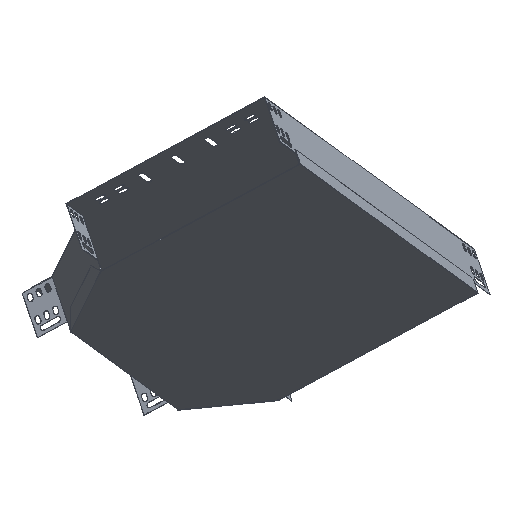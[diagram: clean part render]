
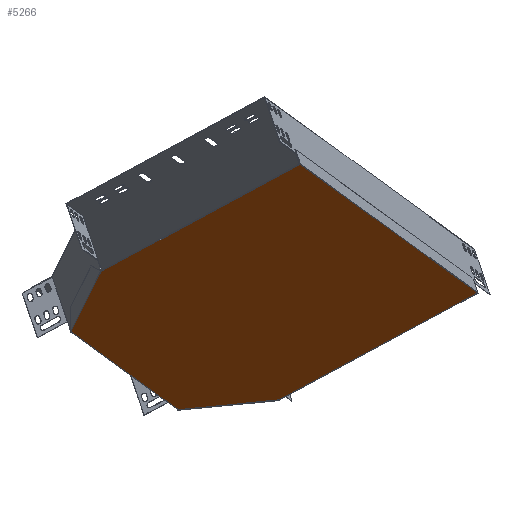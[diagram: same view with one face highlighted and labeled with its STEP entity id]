
A CAD part, front view. The second image highlights one B-rep face of the part: STEP entity #5266.
In plain terms, the highlighted planar face has unit normal (0.283, -0.485, -0.827).
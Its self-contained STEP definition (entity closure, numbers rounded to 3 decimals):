
#48 = CARTESIAN_POINT ( 'NONE',  ( 24.75, 439.752, -25.556 ) ) ;
#122 = CARTESIAN_POINT ( 'NONE',  ( -202.985, 25.465, 139.682 ) ) ;
#140 = VERTEX_POINT ( 'NONE', #9372 ) ;
#392 = CARTESIAN_POINT ( 'NONE',  ( 51.205, -60.78, 277.206 ) ) ;
#480 = ORIENTED_EDGE ( 'NONE', *, *, #1409, .T. ) ;
#591 = VERTEX_POINT ( 'NONE', #7591 ) ;
#639 = CARTESIAN_POINT ( 'NONE',  ( 24.364, 440.851, -26.333 ) ) ;
#1016 = LINE ( 'NONE', #7364, #6042 ) ;
#1242 = VERTEX_POINT ( 'NONE', #5151 ) ;
#1409 = EDGE_CURVE ( 'NONE', #1242, #7849, #5885, .T. ) ;
#1532 = CARTESIAN_POINT ( 'NONE',  ( -105.176, 385.313, -38.035 ) ) ;
#1684 = EDGE_CURVE ( 'NONE', #6723, #3909, #1016, .T. ) ;
#1845 = CARTESIAN_POINT ( 'NONE',  ( -243.56, 136.825, 60.462 ) ) ;
#1866 = LINE ( 'NONE', #2191, #7268 ) ;
#2019 = DIRECTION ( 'NONE',  ( -0.845, 0.283, -0.455 ) ) ;
#2025 = EDGE_LOOP ( 'NONE', ( #12468, #4471, #3379, #9272, #11214, #3807, #480, #4239, #12593, #9392 ) ) ;
#2049 = DIRECTION ( 'NONE',  ( 0.276, -0.785, 0.555 ) ) ;
#2184 = CARTESIAN_POINT ( 'NONE',  ( -242.513, 136.245, 61.16 ) ) ;
#2191 = CARTESIAN_POINT ( 'NONE',  ( -203.536, 25.234, 139.629 ) ) ;
#2211 = VECTOR ( 'NONE', #9185, 1000. ) ;
#2232 = CARTESIAN_POINT ( 'NONE',  ( -241.962, 136.476, 61.213 ) ) ;
#2567 = EDGE_CURVE ( 'NONE', #10418, #140, #8440, .T. ) ;
#2653 = EDGE_CURVE ( 'NONE', #11566, #11817, #7855, .T. ) ;
#2661 = VECTOR ( 'NONE', #7275, 1000. ) ;
#3057 = VECTOR ( 'NONE', #10710, 1000. ) ;
#3092 = AXIS2_PLACEMENT_3D ( 'NONE', #5002, #9982, #3988 ) ;
#3243 = EDGE_CURVE ( 'NONE', #140, #7849, #1866, .T. ) ;
#3278 = CARTESIAN_POINT ( 'NONE',  ( -105.341, 385.784, -38.368 ) ) ;
#3379 = ORIENTED_EDGE ( 'NONE', *, *, #1684, .T. ) ;
#3807 = ORIENTED_EDGE ( 'NONE', *, *, #4706, .F. ) ;
#3820 = DIRECTION ( 'NONE',  ( 0.845, -0.283, 0.455 ) ) ;
#3909 = VERTEX_POINT ( 'NONE', #639 ) ;
#3988 = DIRECTION ( 'NONE',  ( -0.455, -0.827, 0.33 ) ) ;
#4239 = ORIENTED_EDGE ( 'NONE', *, *, #3243, .F. ) ;
#4334 = EDGE_CURVE ( 'NONE', #6723, #8865, #10289, .T. ) ;
#4471 = ORIENTED_EDGE ( 'NONE', *, *, #4334, .F. ) ;
#4525 = LINE ( 'NONE', #2232, #2211 ) ;
#4675 = EDGE_CURVE ( 'NONE', #591, #8865, #4525, .T. ) ;
#4706 = EDGE_CURVE ( 'NONE', #1242, #11817, #7019, .T. ) ;
#5002 = CARTESIAN_POINT ( 'NONE',  ( -300.584, 303.436, -56.804 ) ) ;
#5151 = CARTESIAN_POINT ( 'NONE',  ( 51.72, -59.845, 276.833 ) ) ;
#5266 = ADVANCED_FACE ( 'NONE', ( #6383 ), #9017, .F. ) ;
#5406 = VECTOR ( 'NONE', #10242, 1000. ) ;
#5885 = LINE ( 'NONE', #7096, #8188 ) ;
#5971 = CARTESIAN_POINT ( 'NONE',  ( 279.455, 354.442, 111.594 ) ) ;
#6042 = VECTOR ( 'NONE', #8291, 1000. ) ;
#6330 = CARTESIAN_POINT ( 'NONE',  ( -243.248, 135.937, 61.09 ) ) ;
#6383 = FACE_OUTER_BOUND ( 'NONE', #2025, .T. ) ;
#6723 = VERTEX_POINT ( 'NONE', #8401 ) ;
#6730 = CARTESIAN_POINT ( 'NONE',  ( 24.75, 439.752, -25.556 ) ) ;
#7019 = LINE ( 'NONE', #392, #8910 ) ;
#7096 = CARTESIAN_POINT ( 'NONE',  ( 51.044, -59.618, 276.469 ) ) ;
#7268 = VECTOR ( 'NONE', #7287, 1000. ) ;
#7275 = DIRECTION ( 'NONE',  ( 0.919, 0.385, 0.088 ) ) ;
#7287 = DIRECTION ( 'NONE',  ( 0.919, 0.385, 0.088 ) ) ;
#7364 = CARTESIAN_POINT ( 'NONE',  ( -106.601, 385.976, -38.912 ) ) ;
#7591 = CARTESIAN_POINT ( 'NONE',  ( -241.962, 136.476, 61.213 ) ) ;
#7849 = VERTEX_POINT ( 'NONE', #122 ) ;
#7855 = LINE ( 'NONE', #48, #12302 ) ;
#8081 = CARTESIAN_POINT ( 'NONE',  ( 24.584, 440.223, -25.889 ) ) ;
#8188 = VECTOR ( 'NONE', #2019, 1000. ) ;
#8291 = DIRECTION ( 'NONE',  ( 0.919, 0.385, 0.088 ) ) ;
#8401 = CARTESIAN_POINT ( 'NONE',  ( -105.562, 386.412, -38.812 ) ) ;
#8440 = LINE ( 'NONE', #1845, #3057 ) ;
#8865 = VERTEX_POINT ( 'NONE', #1532 ) ;
#8910 = VECTOR ( 'NONE', #10230, 1000. ) ;
#9017 = PLANE ( 'NONE',  #3092 ) ;
#9185 = DIRECTION ( 'NONE',  ( 0.455, 0.827, -0.33 ) ) ;
#9210 = VECTOR ( 'NONE', #2049, 1000. ) ;
#9272 = ORIENTED_EDGE ( 'NONE', *, *, #9466, .T. ) ;
#9372 = CARTESIAN_POINT ( 'NONE',  ( -204.271, 24.926, 139.559 ) ) ;
#9392 = ORIENTED_EDGE ( 'NONE', *, *, #9589, .T. ) ;
#9466 = EDGE_CURVE ( 'NONE', #3909, #11566, #11743, .T. ) ;
#9589 = EDGE_CURVE ( 'NONE', #10418, #591, #10564, .T. ) ;
#9982 = DIRECTION ( 'NONE',  ( -0.283, 0.485, 0.827 ) ) ;
#10230 = DIRECTION ( 'NONE',  ( 0.455, 0.827, -0.33 ) ) ;
#10242 = DIRECTION ( 'NONE',  ( 0.276, -0.785, 0.555 ) ) ;
#10289 = LINE ( 'NONE', #3278, #5406 ) ;
#10418 = VERTEX_POINT ( 'NONE', #6330 ) ;
#10564 = LINE ( 'NONE', #2184, #2661 ) ;
#10710 = DIRECTION ( 'NONE',  ( 0.276, -0.785, 0.555 ) ) ;
#11214 = ORIENTED_EDGE ( 'NONE', *, *, #2653, .T. ) ;
#11566 = VERTEX_POINT ( 'NONE', #6730 ) ;
#11743 = LINE ( 'NONE', #8081, #9210 ) ;
#11817 = VERTEX_POINT ( 'NONE', #5971 ) ;
#12302 = VECTOR ( 'NONE', #3820, 1000. ) ;
#12468 = ORIENTED_EDGE ( 'NONE', *, *, #4675, .T. ) ;
#12593 = ORIENTED_EDGE ( 'NONE', *, *, #2567, .F. ) ;
